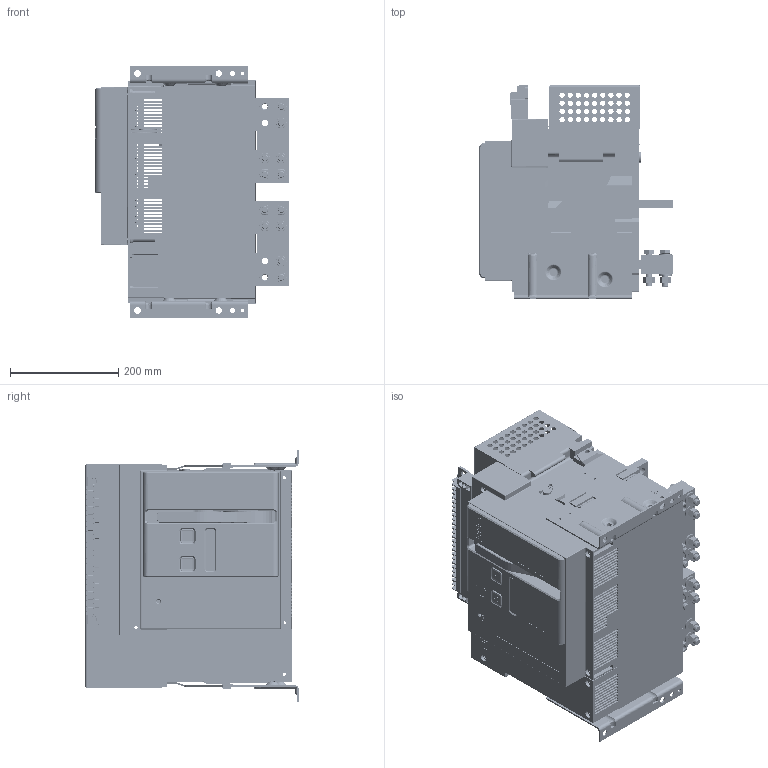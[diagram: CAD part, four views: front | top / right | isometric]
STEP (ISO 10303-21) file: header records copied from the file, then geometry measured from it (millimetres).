
FILE_DESCRIPTION((''),'2;1');
FILE_NAME('1600','2024-09-09T',('zhongyao.huang'),(''),'PRO/ENGINEER BY PARAMETRIC TECHNOLOGY CORPORATION, 2015440','PRO/ENGINEER BY PARAMETRIC TECHNOLOGY CORPORATION, 2015440','');
FILE_SCHEMA(('CONFIG_CONTROL_DESIGN'));
Products named in the file (1): 1600
Bounding box: 358.8 x 393 x 463 mm (x, y, z)
Volume: 18904877.3 mm3; surface area: 2674394.8 mm2
Topology: 13 solids, 21 shells, 7773 faces, 21430 edges, 13903 vertices
Faces by surface type: plane 4985, cylinder 1924, cone 496, torus 143, extrusion 134, bspline 78, sphere 13
Entity records: 274652 total; most frequent: CARTESIAN_POINT 73353, ORIENTED_EDGE 42860, DIRECTION 40228, EDGE_CURVE 21430, VECTOR 15780, LINE 15646, VERTEX_POINT 13903, AXIS2_PLACEMENT_3D 12224
